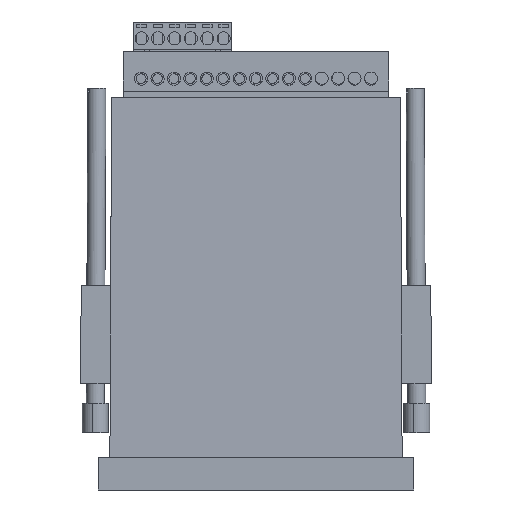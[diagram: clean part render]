
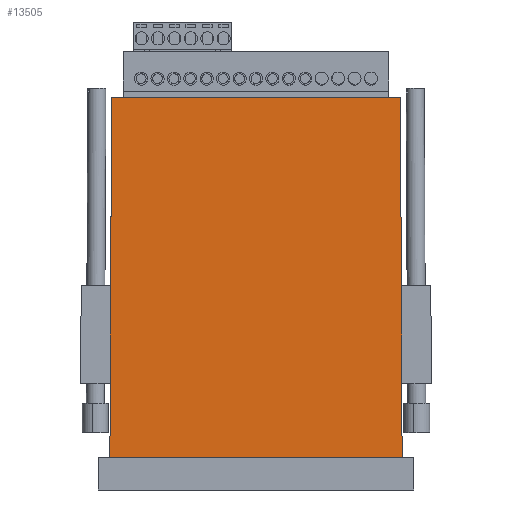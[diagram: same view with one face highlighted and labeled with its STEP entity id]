
A CAD part, front view. The second image highlights one B-rep face of the part: STEP entity #13505.
In plain terms, the highlighted planar face has unit normal (0, -1, 0.005).
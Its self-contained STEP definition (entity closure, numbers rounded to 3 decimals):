
#173 = EDGE_CURVE ( 'NONE', #9709, #7219, #25317, .T. ) ;
#283 = VERTEX_POINT ( 'NONE', #16169 ) ;
#630 = ORIENTED_EDGE ( 'NONE', *, *, #173, .F. ) ;
#1004 = CARTESIAN_POINT ( 'NONE',  ( -44., -22.751, -109.5 ) ) ;
#1249 = CARTESIAN_POINT ( 'NONE',  ( -44., -22.25, 0. ) ) ;
#2031 = CARTESIAN_POINT ( 'NONE',  ( 44.501, -22.751, -109.5 ) ) ;
#2068 = LINE ( 'NONE', #1004, #22237 ) ;
#4580 = CARTESIAN_POINT ( 'NONE',  ( -44., -22.25, 0. ) ) ;
#4666 = DIRECTION ( 'NONE',  ( 1., 0., 0. ) ) ;
#5320 = ORIENTED_EDGE ( 'NONE', *, *, #6860, .F. ) ;
#5594 = ORIENTED_EDGE ( 'NONE', *, *, #17022, .T. ) ;
#6771 = AXIS2_PLACEMENT_3D ( 'NONE', #1249, #14815, #22796 ) ;
#6860 = EDGE_CURVE ( 'NONE', #7219, #283, #13037, .T. ) ;
#7219 = VERTEX_POINT ( 'NONE', #23721 ) ;
#8194 = VECTOR ( 'NONE', #4666, 1000. ) ;
#8349 = ORIENTED_EDGE ( 'NONE', *, *, #14955, .T. ) ;
#8760 = FACE_OUTER_BOUND ( 'NONE', #18515, .T. ) ;
#9143 = PLANE ( 'NONE',  #6771 ) ;
#9433 = VECTOR ( 'NONE', #9834, 1000. ) ;
#9709 = VERTEX_POINT ( 'NONE', #16477 ) ;
#9834 = DIRECTION ( 'NONE',  ( 0.005, 0.005, 1. ) ) ;
#13037 = LINE ( 'NONE', #4580, #8194 ) ;
#13505 = ADVANCED_FACE ( 'NONE', ( #8760 ), #9143, .T. ) ;
#14178 = VERTEX_POINT ( 'NONE', #2031 ) ;
#14815 = DIRECTION ( 'NONE',  ( 0., -1., 0.005 ) ) ;
#14924 = CARTESIAN_POINT ( 'NONE',  ( 43.998, -22.248, 0.402 ) ) ;
#14955 = EDGE_CURVE ( 'NONE', #14178, #283, #24259, .T. ) ;
#16169 = CARTESIAN_POINT ( 'NONE',  ( 44., -22.25, 0. ) ) ;
#16247 = VECTOR ( 'NONE', #18937, 1000. ) ;
#16477 = CARTESIAN_POINT ( 'NONE',  ( -44.501, -22.751, -109.5 ) ) ;
#17022 = EDGE_CURVE ( 'NONE', #9709, #14178, #2068, .T. ) ;
#17723 = CARTESIAN_POINT ( 'NONE',  ( -43.999, -22.249, 0.203 ) ) ;
#18515 = EDGE_LOOP ( 'NONE', ( #5320, #630, #5594, #8349 ) ) ;
#18937 = DIRECTION ( 'NONE',  ( -0.005, 0.005, 1. ) ) ;
#22237 = VECTOR ( 'NONE', #24700, 1000. ) ;
#22796 = DIRECTION ( 'NONE',  ( 0., -0.005, -1. ) ) ;
#23721 = CARTESIAN_POINT ( 'NONE',  ( -44., -22.25, 0. ) ) ;
#24259 = LINE ( 'NONE', #14924, #16247 ) ;
#24700 = DIRECTION ( 'NONE',  ( 1., 0., 0. ) ) ;
#25317 = LINE ( 'NONE', #17723, #9433 ) ;
